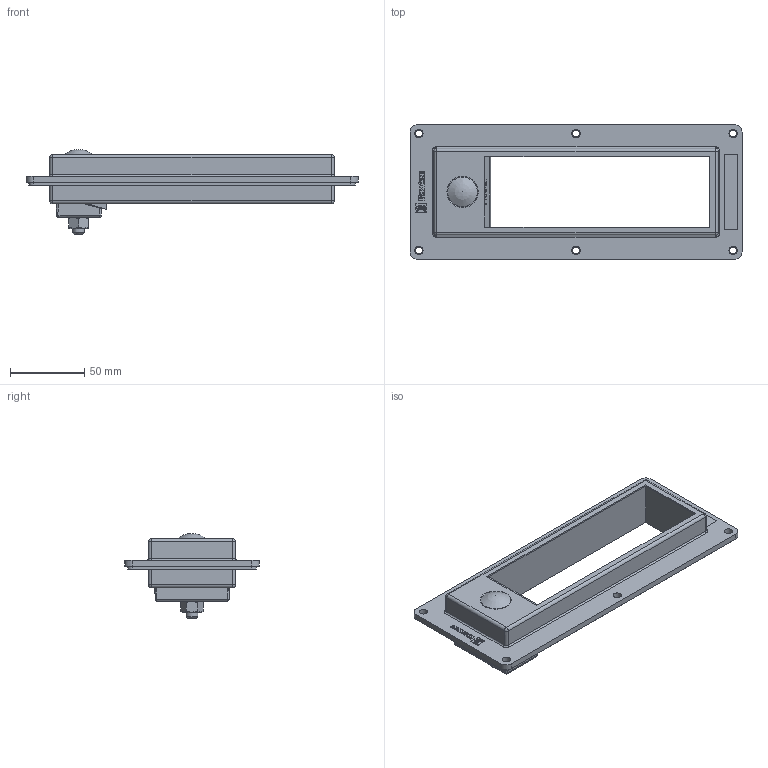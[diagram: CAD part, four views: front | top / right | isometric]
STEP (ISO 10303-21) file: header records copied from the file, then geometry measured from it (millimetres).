
FILE_DESCRIPTION((''),'2;1');
FILE_NAME('COMSEAL15.stp','2013-03-18T12:02:55',('se-jenboh'),(''),'Autodesk Inventor 2012','Autodesk Inventor 2012','');
FILE_SCHEMA(('AUTOMOTIVE_DESIGN { 1 0 10303 214 1 1 1 1 }'));
Length unit declared in the file: millimetre
Products named in the file (1): Part111
Bounding box: 223 x 90.5 x 57 mm (x, y, z)
Volume: 172484.3 mm3; surface area: 73370.9 mm2
Topology: 1 solids, 8 shells, 903 faces, 2373 edges, 1520 vertices
Faces by surface type: plane 594, cylinder 134, cone 58, torus 58, bspline 47, sphere 12
Full cylindrical faces by diameter (mm): 4.5 x6, 5.5 x6, 8 x2, 8.4 x1, 16 x1, 16.5 x1, 20 x1
Entity records: 29491 total; most frequent: CARTESIAN_POINT 6353, ORIENTED_EDGE 4672, DIRECTION 4447, EDGE_CURVE 2336, VECTOR 1735, LINE 1735, VERTEX_POINT 1515, AXIS2_PLACEMENT_3D 1356
